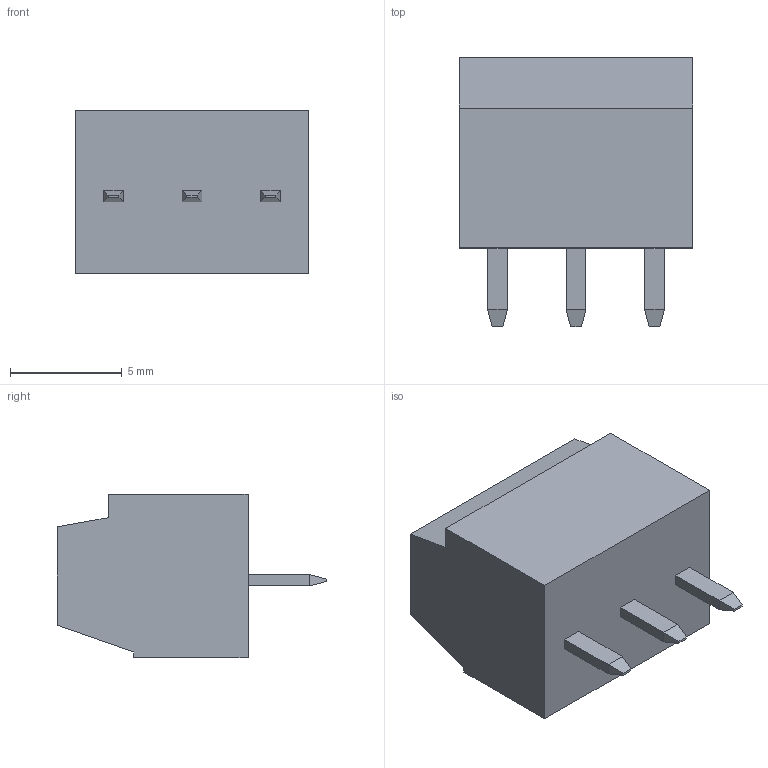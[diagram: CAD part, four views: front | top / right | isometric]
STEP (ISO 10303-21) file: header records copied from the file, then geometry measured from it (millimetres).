
FILE_DESCRIPTION( ( 'STEP AP214' ), '1' );
FILE_NAME( 'psolqas_1708_28.stp', '2020-05-07T21:02:54', ( 'License CC BY-ND 4.0' ), ( 'CADENAS' ), ' ', 'PARTsolutions', ' ' );
FILE_SCHEMA( ( 'AUTOMOTIVE_DESIGN { 1 0 10303 214 1 1 1 1 }' ) );
Length unit declared in the file: metre
Products named in the file (1): 1
Bounding box: 10.41 x 12.01 x 7.29 mm (x, y, z)
Volume: 519 mm3; surface area: 590.6 mm2
Topology: 1 solids, 1 shells, 85 faces, 198 edges, 124 vertices
Faces by surface type: plane 79, cylinder 3, cone 3
Full cylindrical faces by diameter (mm): 2.54 x3
Entity records: 2289 total; most frequent: CARTESIAN_POINT 390, DIRECTION 376, ORIENTED_EDGE 372, EDGE_CURVE 186, LINE 168, VECTOR 168, VERTEX_POINT 118, AXIS2_PLACEMENT_3D 104
